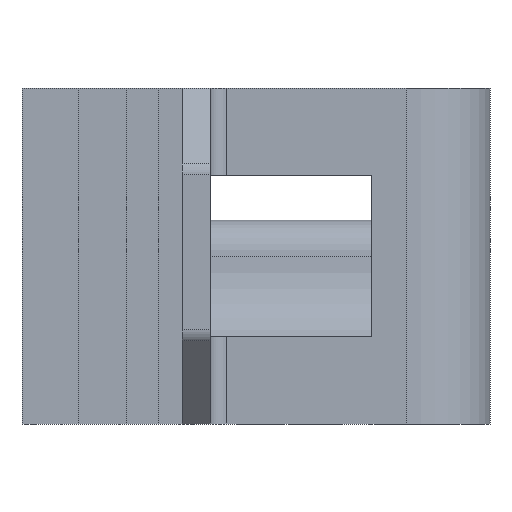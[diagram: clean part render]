
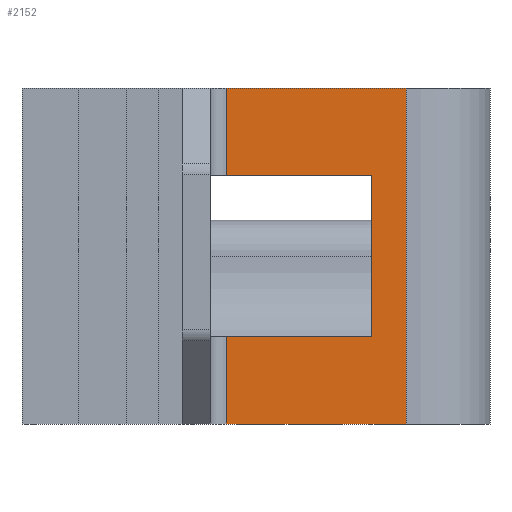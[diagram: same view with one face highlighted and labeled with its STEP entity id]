
A CAD part, front view. The second image highlights one B-rep face of the part: STEP entity #2152.
In plain terms, the highlighted planar face has unit normal (0, -1, 0).
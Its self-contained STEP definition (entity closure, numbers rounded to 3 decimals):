
#32 = PLANE('',#33);
#33 = AXIS2_PLACEMENT_3D('',#34,#35,#36);
#34 = CARTESIAN_POINT('',(6.011,36.523,
    0.));
#35 = DIRECTION('',(0.,0.,-1.));
#36 = DIRECTION('',(0.,-1.,0.));
#194 = CYLINDRICAL_SURFACE('',#195,10.5);
#195 = AXIS2_PLACEMENT_3D('',#196,#197,#198);
#196 = CARTESIAN_POINT('',(24.5,24.5,0.));
#197 = DIRECTION('',(0.,0.,1.));
#198 = DIRECTION('',(1.,0.,0.));
#207 = VERTEX_POINT('',#208);
#208 = CARTESIAN_POINT('',(24.5,14.,0.));
#234 = EDGE_CURVE('',#235,#207,#237,.T.);
#235 = VERTEX_POINT('',#236);
#236 = CARTESIAN_POINT('',(2.,14.,0.));
#237 = SURFACE_CURVE('',#238,(#242,#249),.PCURVE_S1.);
#238 = LINE('',#239,#240);
#239 = CARTESIAN_POINT('',(0.,14.,0.));
#240 = VECTOR('',#241,1.);
#241 = DIRECTION('',(1.,0.,0.));
#242 = PCURVE('',#32,#243);
#243 = DEFINITIONAL_REPRESENTATION('',(#244),#248);
#244 = LINE('',#245,#246);
#245 = CARTESIAN_POINT('',(22.523,6.011));
#246 = VECTOR('',#247,1.);
#247 = DIRECTION('',(0.,-1.));
#248 = ( GEOMETRIC_REPRESENTATION_CONTEXT(2) 
PARAMETRIC_REPRESENTATION_CONTEXT() REPRESENTATION_CONTEXT('2D SPACE',''
  ) );
#249 = PCURVE('',#250,#255);
#250 = PLANE('',#251);
#251 = AXIS2_PLACEMENT_3D('',#252,#253,#254);
#252 = CARTESIAN_POINT('',(0.,14.,0.));
#253 = DIRECTION('',(0.,1.,0.));
#254 = DIRECTION('',(0.,0.,1.));
#255 = DEFINITIONAL_REPRESENTATION('',(#256),#260);
#256 = LINE('',#257,#258);
#257 = CARTESIAN_POINT('',(0.,0.));
#258 = VECTOR('',#259,1.);
#259 = DIRECTION('',(0.,1.));
#260 = ( GEOMETRIC_REPRESENTATION_CONTEXT(2) 
PARAMETRIC_REPRESENTATION_CONTEXT() REPRESENTATION_CONTEXT('2D SPACE',''
  ) );
#283 = CYLINDRICAL_SURFACE('',#284,2.);
#284 = AXIS2_PLACEMENT_3D('',#285,#286,#287);
#285 = CARTESIAN_POINT('',(2.,12.,0.));
#286 = DIRECTION('',(0.,0.,1.));
#287 = DIRECTION('',(0.,1.,0.));
#1055 = PLANE('',#1056);
#1056 = AXIS2_PLACEMENT_3D('',#1057,#1058,#1059);
#1057 = CARTESIAN_POINT('',(5.266,28.675,42.));
#1058 = DIRECTION('',(0.,0.,1.));
#1059 = DIRECTION('',(1.,0.,0.));
#2010 = VERTEX_POINT('',#2011);
#2011 = CARTESIAN_POINT('',(24.5,14.,42.));
#2033 = EDGE_CURVE('',#207,#2010,#2034,.T.);
#2034 = SURFACE_CURVE('',#2035,(#2039,#2046),.PCURVE_S1.);
#2035 = LINE('',#2036,#2037);
#2036 = CARTESIAN_POINT('',(24.5,14.,0.));
#2037 = VECTOR('',#2038,1.);
#2038 = DIRECTION('',(0.,0.,1.));
#2039 = PCURVE('',#194,#2040);
#2040 = DEFINITIONAL_REPRESENTATION('',(#2041),#2045);
#2041 = LINE('',#2042,#2043);
#2042 = CARTESIAN_POINT('',(4.712,0.));
#2043 = VECTOR('',#2044,1.);
#2044 = DIRECTION('',(0.,1.));
#2045 = ( GEOMETRIC_REPRESENTATION_CONTEXT(2) 
PARAMETRIC_REPRESENTATION_CONTEXT() REPRESENTATION_CONTEXT('2D SPACE',''
  ) );
#2046 = PCURVE('',#250,#2047);
#2047 = DEFINITIONAL_REPRESENTATION('',(#2048),#2052);
#2048 = LINE('',#2049,#2050);
#2049 = CARTESIAN_POINT('',(0.,24.5));
#2050 = VECTOR('',#2051,1.);
#2051 = DIRECTION('',(1.,0.));
#2052 = ( GEOMETRIC_REPRESENTATION_CONTEXT(2) 
PARAMETRIC_REPRESENTATION_CONTEXT() REPRESENTATION_CONTEXT('2D SPACE',''
  ) );
#2152 = ADVANCED_FACE('',(#2153),#250,.F.);
#2153 = FACE_BOUND('',#2154,.F.);
#2154 = EDGE_LOOP('',(#2155,#2178,#2179,#2180,#2203,#2229,#2255,#2281));
#2155 = ORIENTED_EDGE('',*,*,#2156,.T.);
#2156 = EDGE_CURVE('',#2157,#2010,#2159,.T.);
#2157 = VERTEX_POINT('',#2158);
#2158 = CARTESIAN_POINT('',(2.,14.,42.));
#2159 = SURFACE_CURVE('',#2160,(#2164,#2171),.PCURVE_S1.);
#2160 = LINE('',#2161,#2162);
#2161 = CARTESIAN_POINT('',(0.,14.,42.));
#2162 = VECTOR('',#2163,1.);
#2163 = DIRECTION('',(1.,0.,0.));
#2164 = PCURVE('',#250,#2165);
#2165 = DEFINITIONAL_REPRESENTATION('',(#2166),#2170);
#2166 = LINE('',#2167,#2168);
#2167 = CARTESIAN_POINT('',(42.,0.));
#2168 = VECTOR('',#2169,1.);
#2169 = DIRECTION('',(0.,1.));
#2170 = ( GEOMETRIC_REPRESENTATION_CONTEXT(2) 
PARAMETRIC_REPRESENTATION_CONTEXT() REPRESENTATION_CONTEXT('2D SPACE',''
  ) );
#2171 = PCURVE('',#1055,#2172);
#2172 = DEFINITIONAL_REPRESENTATION('',(#2173),#2177);
#2173 = LINE('',#2174,#2175);
#2174 = CARTESIAN_POINT('',(-5.266,-14.675));
#2175 = VECTOR('',#2176,1.);
#2176 = DIRECTION('',(1.,0.));
#2177 = ( GEOMETRIC_REPRESENTATION_CONTEXT(2) 
PARAMETRIC_REPRESENTATION_CONTEXT() REPRESENTATION_CONTEXT('2D SPACE',''
  ) );
#2178 = ORIENTED_EDGE('',*,*,#2033,.F.);
#2179 = ORIENTED_EDGE('',*,*,#234,.F.);
#2180 = ORIENTED_EDGE('',*,*,#2181,.T.);
#2181 = EDGE_CURVE('',#235,#2182,#2184,.T.);
#2182 = VERTEX_POINT('',#2183);
#2183 = CARTESIAN_POINT('',(2.,14.,10.9));
#2184 = SURFACE_CURVE('',#2185,(#2189,#2196),.PCURVE_S1.);
#2185 = LINE('',#2186,#2187);
#2186 = CARTESIAN_POINT('',(2.,14.,0.));
#2187 = VECTOR('',#2188,1.);
#2188 = DIRECTION('',(0.,0.,1.));
#2189 = PCURVE('',#250,#2190);
#2190 = DEFINITIONAL_REPRESENTATION('',(#2191),#2195);
#2191 = LINE('',#2192,#2193);
#2192 = CARTESIAN_POINT('',(0.,2.));
#2193 = VECTOR('',#2194,1.);
#2194 = DIRECTION('',(1.,0.));
#2195 = ( GEOMETRIC_REPRESENTATION_CONTEXT(2) 
PARAMETRIC_REPRESENTATION_CONTEXT() REPRESENTATION_CONTEXT('2D SPACE',''
  ) );
#2196 = PCURVE('',#283,#2197);
#2197 = DEFINITIONAL_REPRESENTATION('',(#2198),#2202);
#2198 = LINE('',#2199,#2200);
#2199 = CARTESIAN_POINT('',(0.,0.));
#2200 = VECTOR('',#2201,1.);
#2201 = DIRECTION('',(0.,1.));
#2202 = ( GEOMETRIC_REPRESENTATION_CONTEXT(2) 
PARAMETRIC_REPRESENTATION_CONTEXT() REPRESENTATION_CONTEXT('2D SPACE',''
  ) );
#2203 = ORIENTED_EDGE('',*,*,#2204,.T.);
#2204 = EDGE_CURVE('',#2182,#2205,#2207,.T.);
#2205 = VERTEX_POINT('',#2206);
#2206 = CARTESIAN_POINT('',(20.2,14.,10.9));
#2207 = SURFACE_CURVE('',#2208,(#2212,#2218),.PCURVE_S1.);
#2208 = LINE('',#2209,#2210);
#2209 = CARTESIAN_POINT('',(0.,14.,10.9));
#2210 = VECTOR('',#2211,1.);
#2211 = DIRECTION('',(1.,0.,0.));
#2212 = PCURVE('',#250,#2213);
#2213 = DEFINITIONAL_REPRESENTATION('',(#2214),#2217);
#2214 = B_SPLINE_CURVE_WITH_KNOTS('',1,(#2215,#2216),.UNSPECIFIED.,.F.,
  .F.,(2,2),(-2.02,22.22),.PIECEWISE_BEZIER_KNOTS.);
#2215 = CARTESIAN_POINT('',(10.9,-2.02));
#2216 = CARTESIAN_POINT('',(10.9,22.22));
#2217 = ( GEOMETRIC_REPRESENTATION_CONTEXT(2) 
PARAMETRIC_REPRESENTATION_CONTEXT() REPRESENTATION_CONTEXT('2D SPACE',''
  ) );
#2218 = PCURVE('',#2219,#2224);
#2219 = PLANE('',#2220);
#2220 = AXIS2_PLACEMENT_3D('',#2221,#2222,#2223);
#2221 = CARTESIAN_POINT('',(0.,52.,10.9));
#2222 = DIRECTION('',(0.,0.,1.));
#2223 = DIRECTION('',(1.,0.,0.));
#2224 = DEFINITIONAL_REPRESENTATION('',(#2225),#2228);
#2225 = B_SPLINE_CURVE_WITH_KNOTS('',1,(#2226,#2227),.UNSPECIFIED.,.F.,
  .F.,(2,2),(-2.02,22.22),.PIECEWISE_BEZIER_KNOTS.);
#2226 = CARTESIAN_POINT('',(-2.02,-38.));
#2227 = CARTESIAN_POINT('',(22.22,-38.));
#2228 = ( GEOMETRIC_REPRESENTATION_CONTEXT(2) 
PARAMETRIC_REPRESENTATION_CONTEXT() REPRESENTATION_CONTEXT('2D SPACE',''
  ) );
#2229 = ORIENTED_EDGE('',*,*,#2230,.F.);
#2230 = EDGE_CURVE('',#2231,#2205,#2233,.T.);
#2231 = VERTEX_POINT('',#2232);
#2232 = CARTESIAN_POINT('',(20.2,14.,31.1));
#2233 = SURFACE_CURVE('',#2234,(#2238,#2244),.PCURVE_S1.);
#2234 = LINE('',#2235,#2236);
#2235 = CARTESIAN_POINT('',(20.2,14.,15.55));
#2236 = VECTOR('',#2237,1.);
#2237 = DIRECTION('',(0.,0.,-1.));
#2238 = PCURVE('',#250,#2239);
#2239 = DEFINITIONAL_REPRESENTATION('',(#2240),#2243);
#2240 = B_SPLINE_CURVE_WITH_KNOTS('',1,(#2241,#2242),.UNSPECIFIED.,.F.,
  .F.,(2,2),(-17.57,6.67),.PIECEWISE_BEZIER_KNOTS.);
#2241 = CARTESIAN_POINT('',(33.12,20.2));
#2242 = CARTESIAN_POINT('',(8.88,20.2));
#2243 = ( GEOMETRIC_REPRESENTATION_CONTEXT(2) 
PARAMETRIC_REPRESENTATION_CONTEXT() REPRESENTATION_CONTEXT('2D SPACE',''
  ) );
#2244 = PCURVE('',#2245,#2250);
#2245 = PLANE('',#2246);
#2246 = AXIS2_PLACEMENT_3D('',#2247,#2248,#2249);
#2247 = CARTESIAN_POINT('',(20.2,52.,31.1));
#2248 = DIRECTION('',(1.,0.,0.));
#2249 = DIRECTION('',(0.,0.,-1.));
#2250 = DEFINITIONAL_REPRESENTATION('',(#2251),#2254);
#2251 = B_SPLINE_CURVE_WITH_KNOTS('',1,(#2252,#2253),.UNSPECIFIED.,.F.,
  .F.,(2,2),(-17.57,6.67),.PIECEWISE_BEZIER_KNOTS.);
#2252 = CARTESIAN_POINT('',(-2.02,-38.));
#2253 = CARTESIAN_POINT('',(22.22,-38.));
#2254 = ( GEOMETRIC_REPRESENTATION_CONTEXT(2) 
PARAMETRIC_REPRESENTATION_CONTEXT() REPRESENTATION_CONTEXT('2D SPACE',''
  ) );
#2255 = ORIENTED_EDGE('',*,*,#2256,.F.);
#2256 = EDGE_CURVE('',#2257,#2231,#2259,.T.);
#2257 = VERTEX_POINT('',#2258);
#2258 = CARTESIAN_POINT('',(2.,14.,31.1));
#2259 = SURFACE_CURVE('',#2260,(#2264,#2270),.PCURVE_S1.);
#2260 = LINE('',#2261,#2262);
#2261 = CARTESIAN_POINT('',(0.,14.,31.1));
#2262 = VECTOR('',#2263,1.);
#2263 = DIRECTION('',(1.,0.,0.));
#2264 = PCURVE('',#250,#2265);
#2265 = DEFINITIONAL_REPRESENTATION('',(#2266),#2269);
#2266 = B_SPLINE_CURVE_WITH_KNOTS('',1,(#2267,#2268),.UNSPECIFIED.,.F.,
  .F.,(2,2),(-2.02,22.22),.PIECEWISE_BEZIER_KNOTS.);
#2267 = CARTESIAN_POINT('',(31.1,-2.02));
#2268 = CARTESIAN_POINT('',(31.1,22.22));
#2269 = ( GEOMETRIC_REPRESENTATION_CONTEXT(2) 
PARAMETRIC_REPRESENTATION_CONTEXT() REPRESENTATION_CONTEXT('2D SPACE',''
  ) );
#2270 = PCURVE('',#2271,#2276);
#2271 = PLANE('',#2272);
#2272 = AXIS2_PLACEMENT_3D('',#2273,#2274,#2275);
#2273 = CARTESIAN_POINT('',(0.,52.,31.1));
#2274 = DIRECTION('',(0.,0.,1.));
#2275 = DIRECTION('',(1.,0.,0.));
#2276 = DEFINITIONAL_REPRESENTATION('',(#2277),#2280);
#2277 = B_SPLINE_CURVE_WITH_KNOTS('',1,(#2278,#2279),.UNSPECIFIED.,.F.,
  .F.,(2,2),(-2.02,22.22),.PIECEWISE_BEZIER_KNOTS.);
#2278 = CARTESIAN_POINT('',(-2.02,-38.));
#2279 = CARTESIAN_POINT('',(22.22,-38.));
#2280 = ( GEOMETRIC_REPRESENTATION_CONTEXT(2) 
PARAMETRIC_REPRESENTATION_CONTEXT() REPRESENTATION_CONTEXT('2D SPACE',''
  ) );
#2281 = ORIENTED_EDGE('',*,*,#2282,.T.);
#2282 = EDGE_CURVE('',#2257,#2157,#2283,.T.);
#2283 = SURFACE_CURVE('',#2284,(#2288,#2295),.PCURVE_S1.);
#2284 = LINE('',#2285,#2286);
#2285 = CARTESIAN_POINT('',(2.,14.,31.1));
#2286 = VECTOR('',#2287,1.);
#2287 = DIRECTION('',(0.,0.,1.));
#2288 = PCURVE('',#250,#2289);
#2289 = DEFINITIONAL_REPRESENTATION('',(#2290),#2294);
#2290 = LINE('',#2291,#2292);
#2291 = CARTESIAN_POINT('',(31.1,2.));
#2292 = VECTOR('',#2293,1.);
#2293 = DIRECTION('',(1.,0.));
#2294 = ( GEOMETRIC_REPRESENTATION_CONTEXT(2) 
PARAMETRIC_REPRESENTATION_CONTEXT() REPRESENTATION_CONTEXT('2D SPACE',''
  ) );
#2295 = PCURVE('',#2296,#2301);
#2296 = CYLINDRICAL_SURFACE('',#2297,2.);
#2297 = AXIS2_PLACEMENT_3D('',#2298,#2299,#2300);
#2298 = CARTESIAN_POINT('',(2.,12.,31.1));
#2299 = DIRECTION('',(0.,0.,1.));
#2300 = DIRECTION('',(0.,1.,0.));
#2301 = DEFINITIONAL_REPRESENTATION('',(#2302),#2306);
#2302 = LINE('',#2303,#2304);
#2303 = CARTESIAN_POINT('',(0.,0.));
#2304 = VECTOR('',#2305,1.);
#2305 = DIRECTION('',(0.,1.));
#2306 = ( GEOMETRIC_REPRESENTATION_CONTEXT(2) 
PARAMETRIC_REPRESENTATION_CONTEXT() REPRESENTATION_CONTEXT('2D SPACE',''
  ) );
